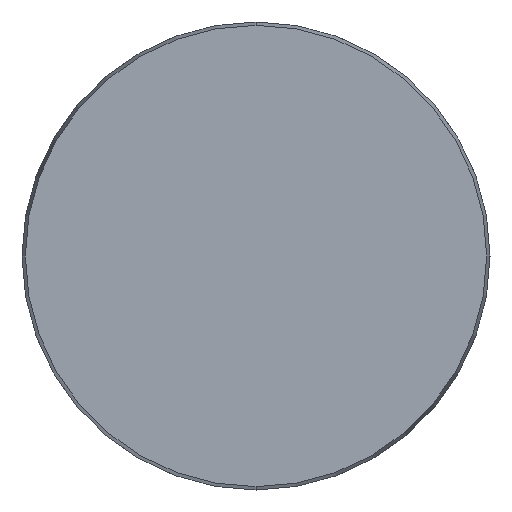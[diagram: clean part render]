
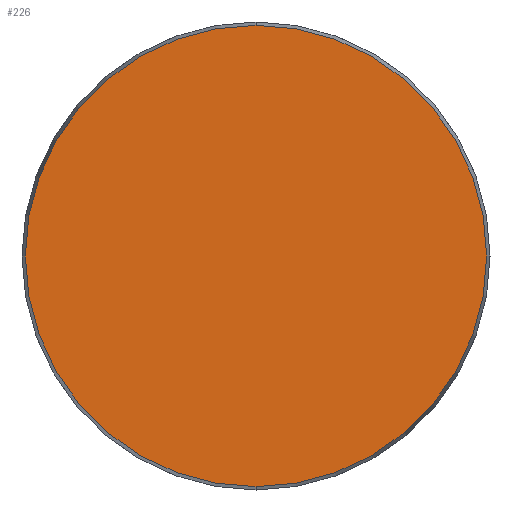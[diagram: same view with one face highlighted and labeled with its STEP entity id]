
A CAD part, front view. The second image highlights one B-rep face of the part: STEP entity #226.
In plain terms, the highlighted planar face has unit normal (0, -1, 0).
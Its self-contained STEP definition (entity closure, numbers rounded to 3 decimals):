
#1 = ORIENTED_EDGE ( 'NONE', *, *, #550, .T. ) ;
#14 = DIRECTION ( 'NONE',  ( 0., -1., 0. ) ) ;
#53 = AXIS2_PLACEMENT_3D ( 'NONE', #526, #134, #292 ) ;
#134 = DIRECTION ( 'NONE',  ( 0., 1., 0. ) ) ;
#159 = VERTEX_POINT ( 'NONE', #742 ) ;
#205 = FACE_OUTER_BOUND ( 'NONE', #821, .T. ) ;
#226 = ADVANCED_FACE ( 'NONE', ( #205 ), #521, .F. ) ;
#292 = DIRECTION ( 'NONE',  ( 0., 0., 1. ) ) ;
#306 = CARTESIAN_POINT ( 'NONE',  ( 0., 0., 59.143 ) ) ;
#331 = DIRECTION ( 'NONE',  ( 0., -1., 0. ) ) ;
#423 = DIRECTION ( 'NONE',  ( 0., 0., -1. ) ) ;
#521 = PLANE ( 'NONE',  #53 ) ;
#526 = CARTESIAN_POINT ( 'NONE',  ( -59.143, 0., 0. ) ) ;
#550 = EDGE_CURVE ( 'NONE', #919, #159, #609, .T. ) ;
#569 = CARTESIAN_POINT ( 'NONE',  ( 0., 0., 0. ) ) ;
#609 = CIRCLE ( 'NONE', #978, 59.143 ) ;
#659 = CARTESIAN_POINT ( 'NONE',  ( 0., 0., 0. ) ) ;
#733 = AXIS2_PLACEMENT_3D ( 'NONE', #569, #14, #423 ) ;
#742 = CARTESIAN_POINT ( 'NONE',  ( 0., 0., -59.143 ) ) ;
#821 = EDGE_LOOP ( 'NONE', ( #1, #853 ) ) ;
#853 = ORIENTED_EDGE ( 'NONE', *, *, #993, .T. ) ;
#909 = CIRCLE ( 'NONE', #733, 59.143 ) ;
#919 = VERTEX_POINT ( 'NONE', #306 ) ;
#973 = DIRECTION ( 'NONE',  ( 0., 0., -1. ) ) ;
#978 = AXIS2_PLACEMENT_3D ( 'NONE', #659, #331, #973 ) ;
#993 = EDGE_CURVE ( 'NONE', #159, #919, #909, .T. ) ;
